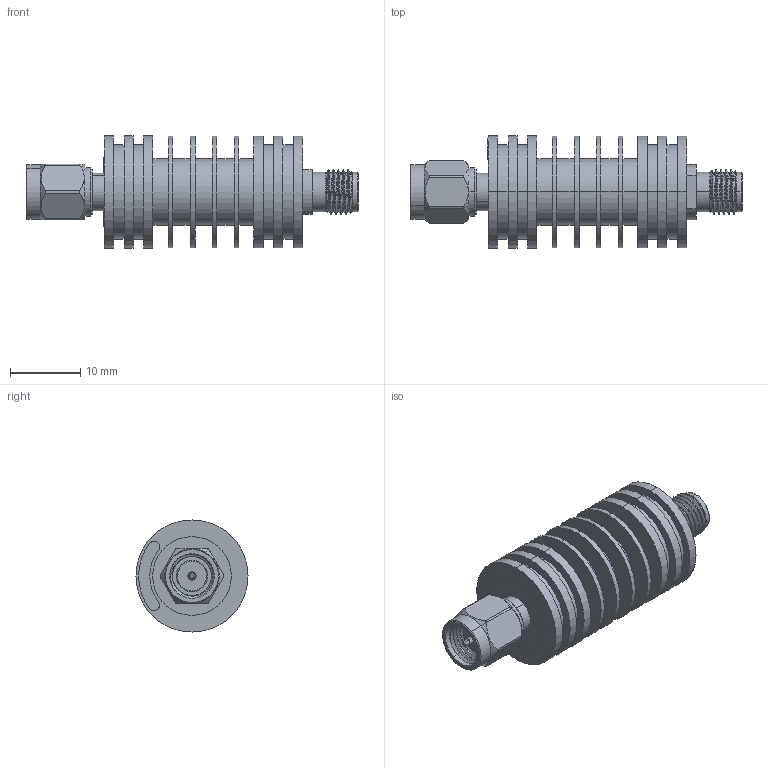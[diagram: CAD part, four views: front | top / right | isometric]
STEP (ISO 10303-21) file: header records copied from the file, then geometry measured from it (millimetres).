
FILE_DESCRIPTION (( 'STEP AP203' ), '1' );
FILE_NAME ('PE7428-XX ¦ SA6S10W-XX.step', '2019-03-19T14:29:24', ( '' ), ( '' ), 'SwSTEP 2.0', 'SolidWorks 2017', '' );
FILE_SCHEMA (( 'CONFIG_CONTROL_DESIGN' ));
Length unit declared in the file: inch
Products named in the file (1): PE7428-XX ｦ SA6S10W-XX
Bounding box: 47.2 x 15.95 x 15.95 mm (x, y, z)
Volume: 4346.5 mm3; surface area: 3983 mm2
Topology: 1 solids, 1 shells, 173 faces, 392 edges, 253 vertices
Faces by surface type: cylinder 100, plane 42, cone 21, bspline 8, torus 2
Entity records: 8036 total; most frequent: CARTESIAN_POINT 4142, DIRECTION 811, ORIENTED_EDGE 784, EDGE_CURVE 392, AXIS2_PLACEMENT_3D 341, VERTEX_POINT 253, EDGE_LOOP 205, CIRCLE 175
